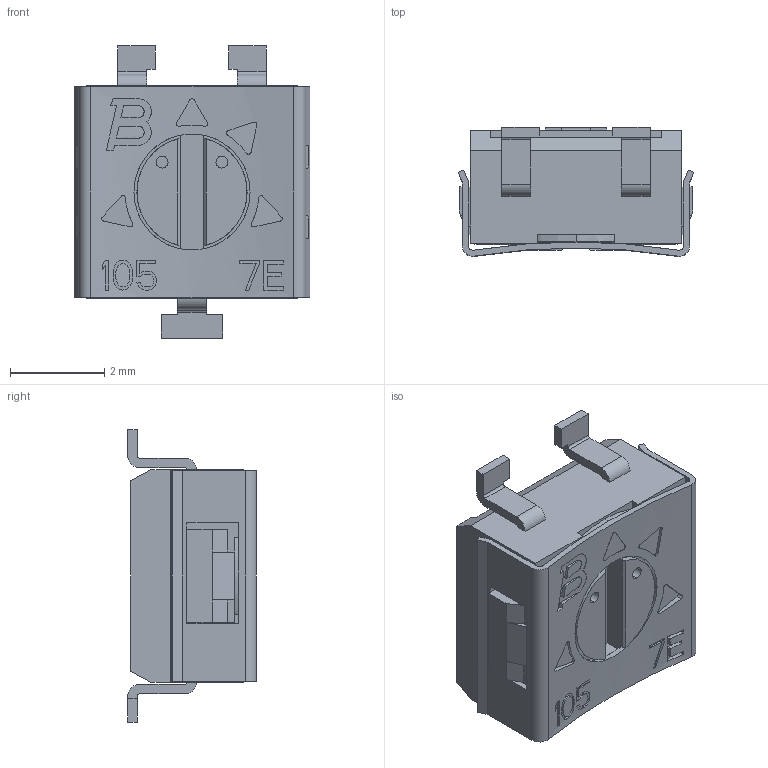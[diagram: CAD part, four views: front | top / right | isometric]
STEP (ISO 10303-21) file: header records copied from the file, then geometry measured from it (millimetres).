
FILE_DESCRIPTION (( 'STEP AP214' ), '1' );
FILE_NAME ('3314G-1-103E.STEP', '2022-02-15T11:21:29', ( '' ), ( '' ), 'SwSTEP 2.0', 'SolidWorks 2018', '' );
FILE_SCHEMA (( 'AUTOMOTIVE_DESIGN' ));
Length unit declared in the file: inch
Products named in the file (1): 3314G-1-103E
Bounding box: 5 x 2.73 x 6.2 mm (x, y, z)
Volume: 36.2 mm3; surface area: 227.1 mm2
Topology: 1 solids, 2 shells, 390 faces, 1090 edges, 720 vertices
Faces by surface type: plane 307, cylinder 68, cone 11, torus 4
Entity records: 14386 total; most frequent: CARTESIAN_POINT 2875, ORIENTED_EDGE 2180, DIRECTION 1901, EDGE_CURVE 1090, LINE 785, VECTOR 785, VERTEX_POINT 720, AXIS2_PLACEMENT_3D 558
